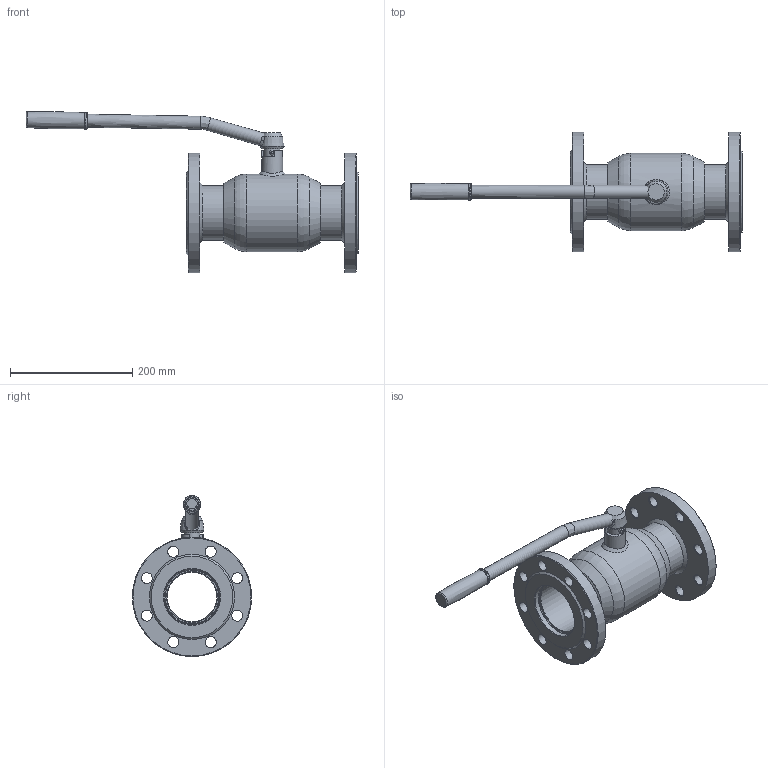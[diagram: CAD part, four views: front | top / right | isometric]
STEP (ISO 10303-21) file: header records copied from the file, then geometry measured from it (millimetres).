
FILE_DESCRIPTION(('TFLEX Exchange Step'),'2;1');
FILE_NAME('065N0335GR1 - Кран шаровой Premium DN80.stp', '2023-09-11T11:28:36+03:00',('RUCO3277'),('Unknown organisation'),'TFLEX Exchange 2022.1','T-FLEX CAD','Unknown authorisation');
FILE_SCHEMA( ('AUTOMOTIVE_DESIGN { 1 0 10303 214 1 1 1 1 }') );
Length unit declared in the file: millimetre
Products named in the file (1): Nodes
Bounding box: 542.76 x 195 x 263.38 mm (x, y, z)
Volume: 1389021.9 mm3; surface area: 470110.7 mm2
Topology: 20 solids, 20 shells, 211 faces, 502 edges, 326 vertices
Faces by surface type: cylinder 52, plane 50, cone 43, bspline 36, torus 30
Full cylindrical faces by diameter (mm): 8 x1, 8.1 x1, 8.2 x2, 16.5 x2, 18 x18, 18.1 x1, 20 x4, 22 x2, 26.9 x1, 34.4 x1, 34.8 x1, 81 x2, 83 x2, 84 x2, 87 x2, 89 x2, 91 x2, 119 x1, 127 x1, 195 x2
Entity records: 13682 total; most frequent: CARTESIAN_POINT 8726, DIRECTION 1024, ORIENTED_EDGE 966, EDGE_CURVE 483, AXIS2_PLACEMENT_3D 451, VERTEX_POINT 326, EDGE_LOOP 293, FACE_BOUND 293
